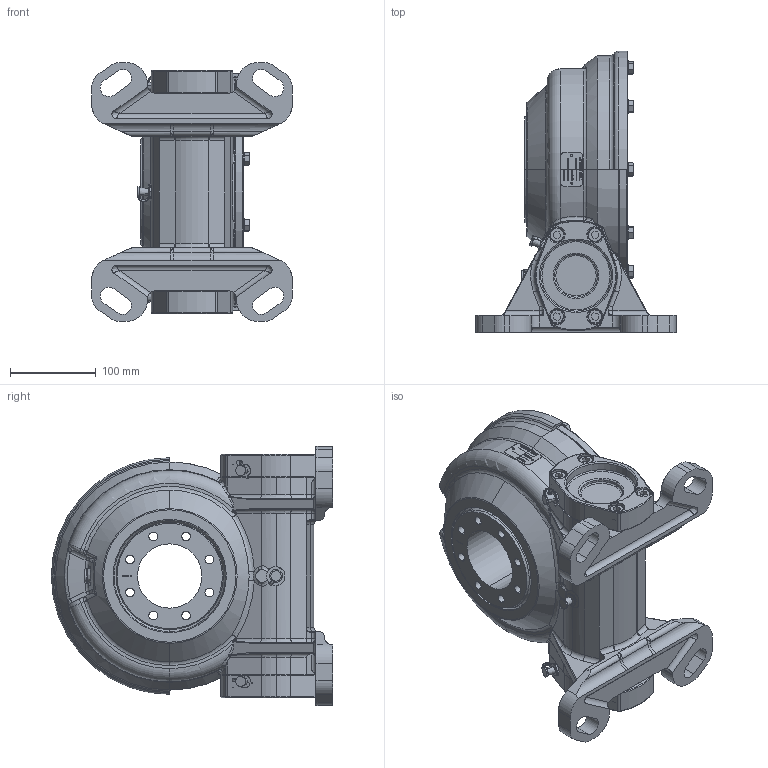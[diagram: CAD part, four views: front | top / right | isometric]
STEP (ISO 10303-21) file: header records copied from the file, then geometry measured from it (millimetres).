
FILE_DESCRIPTION (( 'STEP AP214' ), '1' );
FILE_NAME ('TVR200-Z31-RM - SH.STEP', '2018-10-10T11:40:26', ( '' ), ( '' ), 'SwSTEP 2.0', 'SolidWorks 2016', '' );
FILE_SCHEMA (( 'AUTOMOTIVE_DESIGN' ));
Length unit declared in the file: millimetre
Products named in the file (1): TVR200-Z31-RM - SH
Bounding box: 234 x 328 x 302 mm (x, y, z)
Surface area: 453681.4 mm2 (no closed solid volume)
Topology: 0 solids, 62 shells, 1087 faces, 3336 edges, 2268 vertices
Faces by surface type: plane 368, cylinder 326, cone 144, bspline 121, torus 109, sphere 19
Entity records: 57088 total; most frequent: CARTESIAN_POINT 16798, DIRECTION 5705, ORIENTED_EDGE 5642, EDGE_CURVE 3313, VERTEX_POINT 2268, AXIS2_PLACEMENT_3D 2132, VECTOR 1441, LINE 1441
